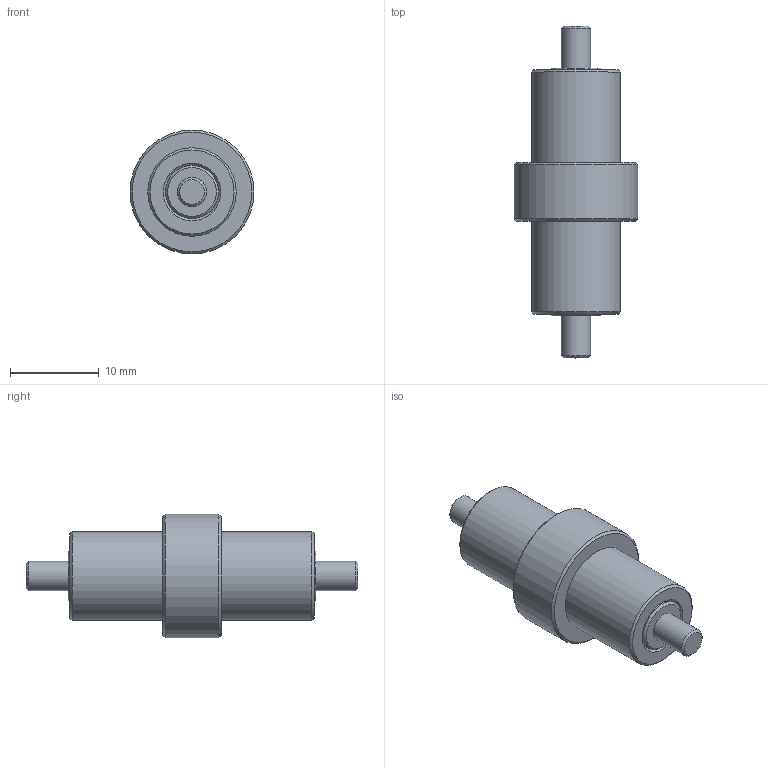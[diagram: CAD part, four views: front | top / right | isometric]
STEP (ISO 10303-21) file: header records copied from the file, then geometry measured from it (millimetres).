
FILE_DESCRIPTION(/* description */ (''),/* implementation_level */ '2;1');
FILE_NAME(/* name */ 'Ohjainrulla_1.step',/* time_stamp */ '2024-09-24T15:00:00+03:00',/* author */ (''),/* organization */ (''),/* preprocessor_version */ 'ST-DEVELOPER v20',/* originating_system */ 'Autodesk Translation Framework v13.20.0.188',/* authorisation */ '');
FILE_SCHEMA (('AUTOMOTIVE_DESIGN { 1 0 10303 214 3 1 1 }'));
Length unit declared in the file: millimetre
Products named in the file (1): Ohjainrulla_1
Bounding box: 14 x 37.5 x 14 mm (x, y, z)
Volume: 2750.3 mm3; surface area: 1346.1 mm2
Topology: 1 solids, 1 shells, 25 faces, 46 edges, 29 vertices
Faces by surface type: cone 10, plane 8, cylinder 7
Full cylindrical faces by diameter (mm): 3.3 x2, 6 x2, 10 x2, 14 x1
Entity records: 701 total; most frequent: DIRECTION 127, CARTESIAN_POINT 101, ORIENTED_EDGE 92, AXIS2_PLACEMENT_3D 55, EDGE_CURVE 46, EDGE_LOOP 31, CIRCLE 29, VERTEX_POINT 29
